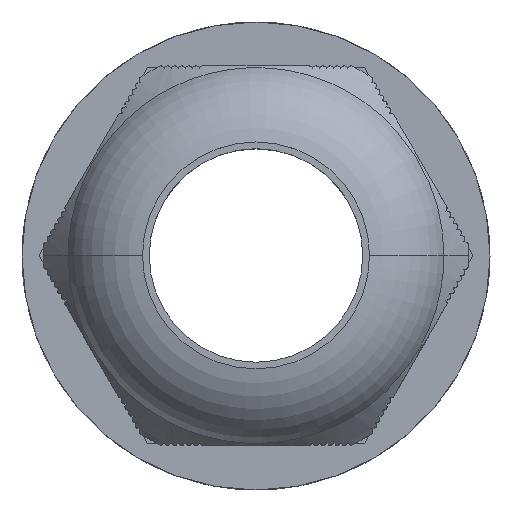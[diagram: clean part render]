
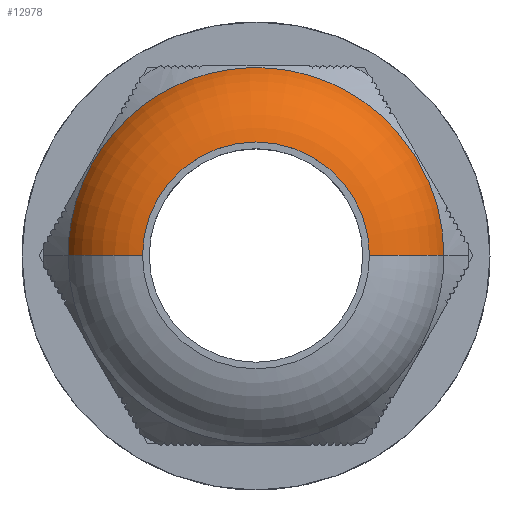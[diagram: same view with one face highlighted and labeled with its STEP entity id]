
A CAD part, top view. The second image highlights one B-rep face of the part: STEP entity #12978.
In plain terms, the highlighted toroidal (fillet/blend) face has major radius 14.019 mm and minor radius 13.25 mm.
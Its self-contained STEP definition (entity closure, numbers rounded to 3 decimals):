
#189 = EDGE_CURVE ( 'NONE', #7411, #7461, #230, .T. ) ;
#194 = EDGE_CURVE ( 'NONE', #7498, #7484, #9609, .T. ) ;
#215 = EDGE_CURVE ( 'NONE', #7461, #7416, #239, .T. ) ;
#230 = B_SPLINE_CURVE_WITH_KNOTS ( 'NONE', 3,
 ( #18571, #18570, #18560, #18593, #18579, #18597 ),
 .UNSPECIFIED., .F., .F.,
 ( 4, 2, 4 ),
 ( 0., 0.5, 1. ),
 .UNSPECIFIED. ) ;
#239 = B_SPLINE_CURVE_WITH_KNOTS ( 'NONE', 3,
 ( #18659, #18665, #18823, #18777, #18813, #18782, #18769, #18825, #18749, #18789, #18725, #18768, #18771, #18781, #18773, #18799, #18814, #18827 ),
 .UNSPECIFIED., .F., .F.,
 ( 4, 2, 2, 2, 2, 2, 2, 2, 4 ),
 ( 0., 0.125, 0.25, 0.375, 0.5, 0.625, 0.75, 0.875, 1. ),
 .UNSPECIFIED. ) ;
#7341 = ORIENTED_EDGE ( 'NONE', *, *, #194, .T. ) ;
#7348 = ORIENTED_EDGE ( 'NONE', *, *, #24836, .T. ) ;
#7350 = ORIENTED_EDGE ( 'NONE', *, *, #189, .T. ) ;
#7357 = ORIENTED_EDGE ( 'NONE', *, *, #215, .T. ) ;
#7374 = ORIENTED_EDGE ( 'NONE', *, *, #24845, .F. ) ;
#7411 = VERTEX_POINT ( 'NONE', #11985 ) ;
#7416 = VERTEX_POINT ( 'NONE', #12003 ) ;
#7461 = VERTEX_POINT ( 'NONE', #12070 ) ;
#7484 = VERTEX_POINT ( 'NONE', #12051 ) ;
#7498 = VERTEX_POINT ( 'NONE', #12099 ) ;
#8797 = AXIS2_PLACEMENT_3D ( 'NONE', #9759, #9720, #9753 ) ;
#8827 = TOROIDAL_SURFACE ( 'NONE', #8797, 14.019, 13.25 ) ;
#9609 = CIRCLE ( 'NONE', #9610, 16. ) ;
#9610 = AXIS2_PLACEMENT_3D ( 'NONE', #18645, #18604, #18646 ) ;
#9720 = DIRECTION ( 'NONE',  ( 0., 0., -1. ) ) ;
#9753 = DIRECTION ( 'NONE',  ( -1., 0., 0. ) ) ;
#9759 = CARTESIAN_POINT ( 'NONE',  ( 0., 0., 46.816 ) ) ;
#11985 = CARTESIAN_POINT ( 'NONE',  ( 26.5, 0., 51.265 ) ) ;
#12003 = CARTESIAN_POINT ( 'NONE',  ( -26.5, 0., 51.265 ) ) ;
#12051 = CARTESIAN_POINT ( 'NONE',  ( 16., 0., 59.917 ) ) ;
#12070 = CARTESIAN_POINT ( 'NONE',  ( 24.479, 10.151, 51.265 ) ) ;
#12099 = CARTESIAN_POINT ( 'NONE',  ( -16., 0., 59.917 ) ) ;
#12978 = ADVANCED_FACE ( 'NONE', ( #17151 ), #8827, .T. ) ;
#17151 = FACE_OUTER_BOUND ( 'NONE', #21952, .T. ) ;
#18560 = CARTESIAN_POINT ( 'NONE',  ( 26.329, 3.472, 51.265 ) ) ;
#18570 = CARTESIAN_POINT ( 'NONE',  ( 26.5, 1.736, 51.265 ) ) ;
#18571 = CARTESIAN_POINT ( 'NONE',  ( 26.5, 0., 51.265 ) ) ;
#18579 = CARTESIAN_POINT ( 'NONE',  ( 25.144, 8.547, 51.265 ) ) ;
#18593 = CARTESIAN_POINT ( 'NONE',  ( 25.651, 6.878, 51.265 ) ) ;
#18597 = CARTESIAN_POINT ( 'NONE',  ( 24.479, 10.151, 51.265 ) ) ;
#18604 = DIRECTION ( 'NONE',  ( 0., 0., -1. ) ) ;
#18645 = CARTESIAN_POINT ( 'NONE',  ( 0., 0., 59.917 ) ) ;
#18646 = DIRECTION ( 'NONE',  ( 1., 0., 0. ) ) ;
#18659 = CARTESIAN_POINT ( 'NONE',  ( 24.479, 10.151, 51.265 ) ) ;
#18665 = CARTESIAN_POINT ( 'NONE',  ( 23.316, 12.954, 51.265 ) ) ;
#18725 = CARTESIAN_POINT ( 'NONE',  ( -11.024, 24.288, 51.265 ) ) ;
#18749 = CARTESIAN_POINT ( 'NONE',  ( -2.199, 26.582, 51.265 ) ) ;
#18768 = CARTESIAN_POINT ( 'NONE',  ( -16.23, 21.167, 51.265 ) ) ;
#18769 = CARTESIAN_POINT ( 'NONE',  ( 6.884, 25.77, 51.265 ) ) ;
#18771 = CARTESIAN_POINT ( 'NONE',  ( -18.561, 19.156, 51.265 ) ) ;
#18773 = CARTESIAN_POINT ( 'NONE',  ( -23.929, 11.784, 51.265 ) ) ;
#18777 = CARTESIAN_POINT ( 'NONE',  ( 17.59, 20.051, 51.265 ) ) ;
#18781 = CARTESIAN_POINT ( 'NONE',  ( -22.411, 14.463, 51.265 ) ) ;
#18782 = CARTESIAN_POINT ( 'NONE',  ( 9.808, 24.804, 51.265 ) ) ;
#18789 = CARTESIAN_POINT ( 'NONE',  ( -8.151, 25.397, 51.265 ) ) ;
#18799 = CARTESIAN_POINT ( 'NONE',  ( -25.974, 6.069, 51.265 ) ) ;
#18813 = CARTESIAN_POINT ( 'NONE',  ( 15.162, 21.945, 51.265 ) ) ;
#18814 = CARTESIAN_POINT ( 'NONE',  ( -26.5, 3.035, 51.265 ) ) ;
#18823 = CARTESIAN_POINT ( 'NONE',  ( 21.668, 15.555, 51.265 ) ) ;
#18825 = CARTESIAN_POINT ( 'NONE',  ( 0.88, 26.659, 51.265 ) ) ;
#18827 = CARTESIAN_POINT ( 'NONE',  ( -26.5, 0., 51.265 ) ) ;
#21952 = EDGE_LOOP ( 'NONE', ( #7341, #7348, #7350, #7357, #7374 ) ) ;
#24216 = AXIS2_PLACEMENT_3D ( 'NONE', #24679, #24662, #24659 ) ;
#24227 = CIRCLE ( 'NONE', #24216, 13.25 ) ;
#24242 = CIRCLE ( 'NONE', #24245, 13.25 ) ;
#24245 = AXIS2_PLACEMENT_3D ( 'NONE', #24616, #24588, #24613 ) ;
#24588 = DIRECTION ( 'NONE',  ( 0., 1., 0. ) ) ;
#24613 = DIRECTION ( 'NONE',  ( -1., 0., 0. ) ) ;
#24616 = CARTESIAN_POINT ( 'NONE',  ( 14.019, 0., 46.816 ) ) ;
#24659 = DIRECTION ( 'NONE',  ( 0., 0., -1. ) ) ;
#24662 = DIRECTION ( 'NONE',  ( 0., -1., 0. ) ) ;
#24679 = CARTESIAN_POINT ( 'NONE',  ( -14.019, 0., 46.816 ) ) ;
#24836 = EDGE_CURVE ( 'NONE', #7484, #7411, #24242, .T. ) ;
#24845 = EDGE_CURVE ( 'NONE', #7498, #7416, #24227, .T. ) ;
